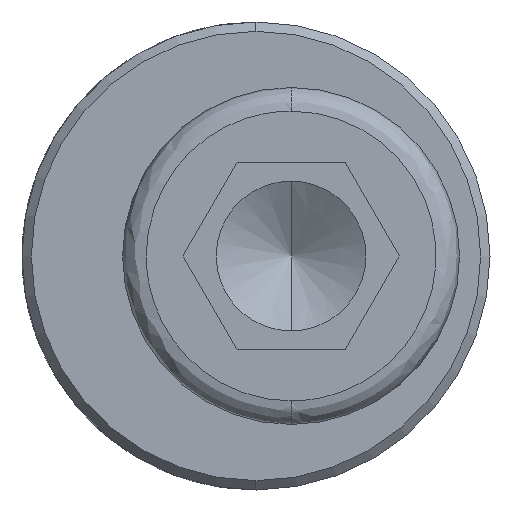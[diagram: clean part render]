
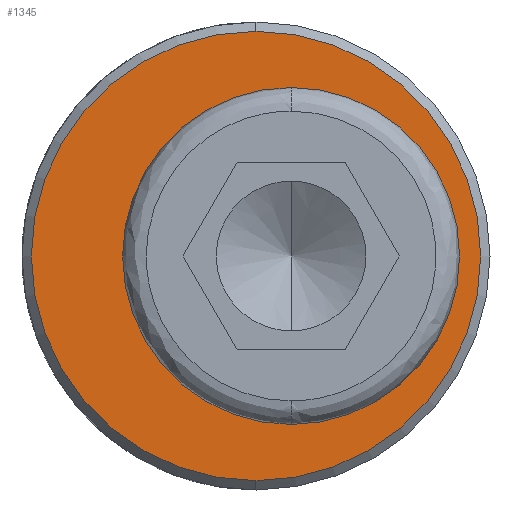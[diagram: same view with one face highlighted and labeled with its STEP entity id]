
A CAD part, left-side view. The second image highlights one B-rep face of the part: STEP entity #1345.
In plain terms, the highlighted planar face has unit normal (-1, 0, 0).
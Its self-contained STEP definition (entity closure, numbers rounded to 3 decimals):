
#35 = CARTESIAN_POINT ( 'NONE',  ( 0., 1.875, 0. ) ) ;
#124 = DIRECTION ( 'NONE',  ( 1., 0., 0. ) ) ;
#211 = CARTESIAN_POINT ( 'NONE',  ( 0., 1.875, 0. ) ) ;
#231 = VERTEX_POINT ( 'NONE', #412 ) ;
#234 = DIRECTION ( 'NONE',  ( 0., 0., 1. ) ) ;
#333 = EDGE_LOOP ( 'NONE', ( #1333, #1396 ) ) ;
#372 = CIRCLE ( 'NONE', #1384, 12. ) ;
#401 = EDGE_LOOP ( 'NONE', ( #1319, #593 ) ) ;
#412 = CARTESIAN_POINT ( 'NONE',  ( 0., 1.875, -12. ) ) ;
#432 = DIRECTION ( 'NONE',  ( -1., 0., 0. ) ) ;
#489 = AXIS2_PLACEMENT_3D ( 'NONE', #507, #615, #967 ) ;
#507 = CARTESIAN_POINT ( 'NONE',  ( 0., 0., 0. ) ) ;
#519 = AXIS2_PLACEMENT_3D ( 'NONE', #211, #432, #234 ) ;
#547 = CARTESIAN_POINT ( 'NONE',  ( 0., 0., 6. ) ) ;
#564 = CIRCLE ( 'NONE', #489, 6. ) ;
#588 = CIRCLE ( 'NONE', #634, 6. ) ;
#593 = ORIENTED_EDGE ( 'NONE', *, *, #835, .F. ) ;
#596 = DIRECTION ( 'NONE',  ( 0., 0., -1. ) ) ;
#601 = EDGE_CURVE ( 'NONE', #1122, #778, #588, .T. ) ;
#615 = DIRECTION ( 'NONE',  ( 1., 0., 0. ) ) ;
#634 = AXIS2_PLACEMENT_3D ( 'NONE', #1131, #1361, #879 ) ;
#697 = FACE_OUTER_BOUND ( 'NONE', #401, .T. ) ;
#700 = DIRECTION ( 'NONE',  ( 1., 0., 0. ) ) ;
#778 = VERTEX_POINT ( 'NONE', #547 ) ;
#835 = EDGE_CURVE ( 'NONE', #1329, #231, #372, .T. ) ;
#879 = DIRECTION ( 'NONE',  ( 0., 0., -1. ) ) ;
#944 = CARTESIAN_POINT ( 'NONE',  ( 0., 1.875, 0. ) ) ;
#967 = DIRECTION ( 'NONE',  ( 0., 0., -1. ) ) ;
#977 = EDGE_CURVE ( 'NONE', #778, #1122, #564, .T. ) ;
#1122 = VERTEX_POINT ( 'NONE', #1215 ) ;
#1131 = CARTESIAN_POINT ( 'NONE',  ( 0., 0., 0. ) ) ;
#1158 = AXIS2_PLACEMENT_3D ( 'NONE', #35, #124, #596 ) ;
#1186 = CIRCLE ( 'NONE', #1158, 12. ) ;
#1215 = CARTESIAN_POINT ( 'NONE',  ( 0., 0., -6. ) ) ;
#1290 = DIRECTION ( 'NONE',  ( 0., 0., -1. ) ) ;
#1296 = FACE_BOUND ( 'NONE', #333, .T. ) ;
#1319 = ORIENTED_EDGE ( 'NONE', *, *, #1502, .F. ) ;
#1329 = VERTEX_POINT ( 'NONE', #1409 ) ;
#1333 = ORIENTED_EDGE ( 'NONE', *, *, #601, .T. ) ;
#1345 = ADVANCED_FACE ( 'NONE', ( #697, #1296 ), #1499, .T. ) ;
#1361 = DIRECTION ( 'NONE',  ( 1., 0., 0. ) ) ;
#1384 = AXIS2_PLACEMENT_3D ( 'NONE', #944, #700, #1290 ) ;
#1396 = ORIENTED_EDGE ( 'NONE', *, *, #977, .T. ) ;
#1409 = CARTESIAN_POINT ( 'NONE',  ( 0., 1.875, 12. ) ) ;
#1499 = PLANE ( 'NONE',  #519 ) ;
#1502 = EDGE_CURVE ( 'NONE', #231, #1329, #1186, .T. ) ;
